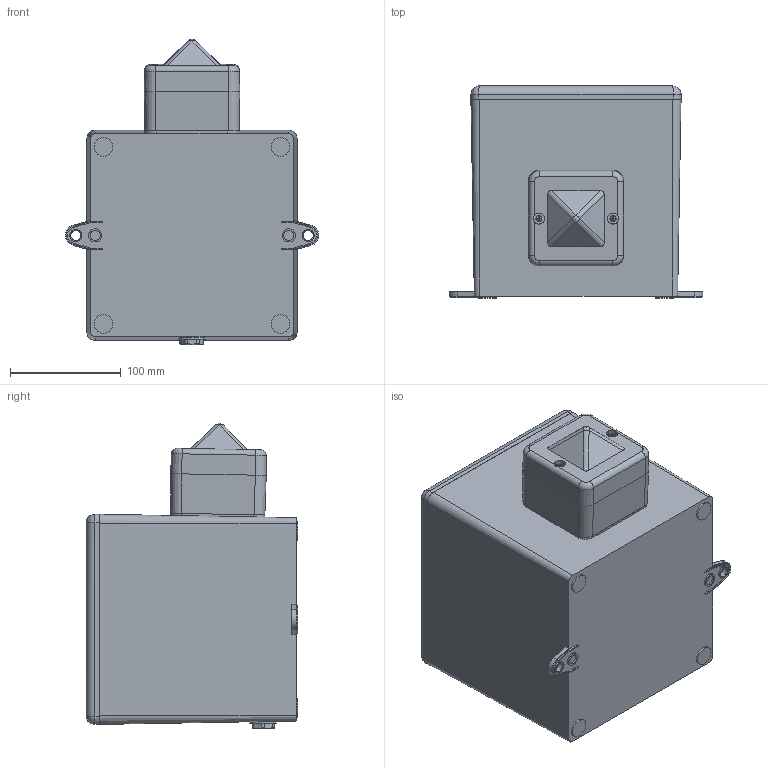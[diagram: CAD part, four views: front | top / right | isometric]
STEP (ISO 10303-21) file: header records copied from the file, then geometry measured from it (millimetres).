
FILE_DESCRIPTION (( 'STEP AP214' ), '1' );
FILE_NAME ('D3592-05-3D_Issue_A.STEP', '2020-02-06T10:03:01', ( '' ), ( '' ), 'SwSTEP 2.0', 'SolidWorks 2020', '' );
FILE_SCHEMA (( 'AUTOMOTIVE_DESIGN' ));
Length unit declared in the file: millimetre
Products named in the file (9): D3501_Issue_C-Basic; L101 Lens; SCSSPL6x35-Basic; L101Gasket; D3502_Issue_D-Basic_AL121; D3503_Issue_A- Basic; D3592-05-3D_Issue_A; D151-50-001-3D_Issue_A-Basic; L101 back box
Assembly tree (13 placements, depth 2):
  D3592-05-3D_Issue_A
    D3501_Issue_C-Basic
    D3502_Issue_D-Basic_AL121
    D3503_Issue_A- Basic
    SCSSPL6x35-Basic  x6
    D151-50-001-3D_Issue_A-Basic
    L101Gasket
    L101 Lens
    L101 back box
Bounding box: 228.96 x 191.5 x 276.13 mm (x, y, z)
Volume: 1522493.4 mm3; surface area: 586419.8 mm2
Topology: 13 solids, 13 shells, 652 faces, 1589 edges, 952 vertices
Faces by surface type: cylinder 249, plane 243, bspline 76, cone 64, torus 16, sphere 4
Entity records: 15299 total; most frequent: CARTESIAN_POINT 4868, ORIENTED_EDGE 2114, DIRECTION 2097, EDGE_CURVE 1057, AXIS2_PLACEMENT_3D 790, VERTEX_POINT 665, LINE 517, VECTOR 517
